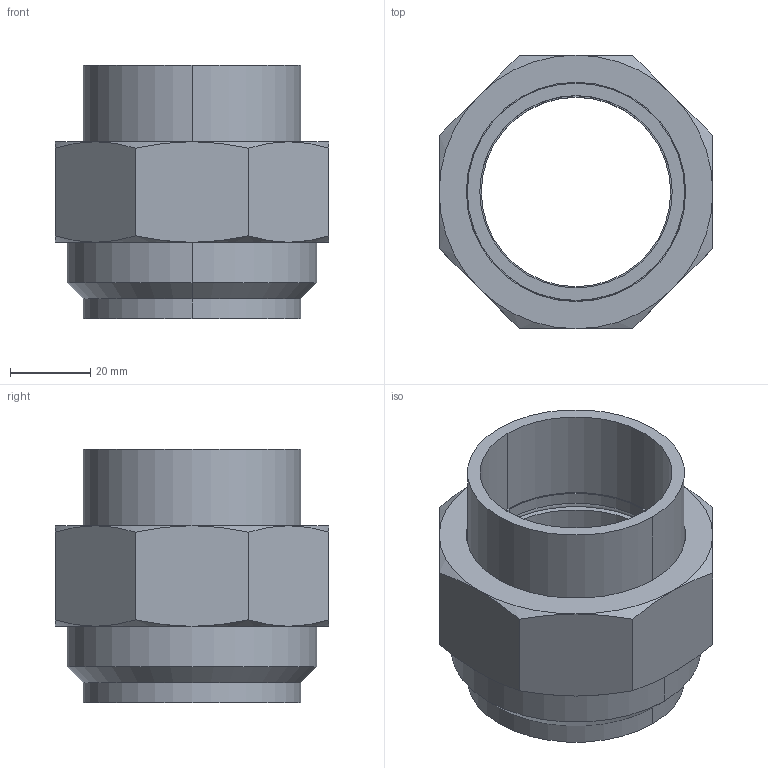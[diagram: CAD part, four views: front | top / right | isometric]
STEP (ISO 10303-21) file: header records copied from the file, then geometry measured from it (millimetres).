
FILE_DESCRIPTION (( 'STEP AP203' ), '1' );
FILE_NAME ('11-4131-08_outokumpu.step', '2015-08-07T11:46:50', ( '' ), ( '' ), 'SwSTEP 2.0', 'SolidWorks 2008', '' );
FILE_SCHEMA (( 'CONFIG_CONTROL_DESIGN' ));
Length unit declared in the file: millimetre
Products named in the file (5): nut-13-222-115_outokumpu_nut-13-222-115_outokumpu; case-13-555-145_outokumpu_case-13-555-145_outokumpu; nipple-13-444-630_outokumpu_nipple-13-444-630_outokumpu; o-ring-11-4131-08_outokumpu_o-ring-11-4131-08_outokumpu; 11-4131-08_outokumpu
Assembly tree (4 placements, depth 2):
  11-4131-08_outokumpu
    nut-13-222-115_outokumpu_nut-13-222-115_outokumpu
    case-13-555-145_outokumpu_case-13-555-145_outokumpu
    nipple-13-444-630_outokumpu_nipple-13-444-630_outokumpu
    o-ring-11-4131-08_outokumpu_o-ring-11-4131-08_outokumpu
Bounding box: 68 x 68 x 63 mm (x, y, z)
Volume: 76805.6 mm3; surface area: 40602.2 mm2
Topology: 4 solids, 4 shells, 68 faces, 142 edges, 86 vertices
Faces by surface type: cylinder 24, cone 20, plane 20, torus 4
Entity records: 2495 total; most frequent: CARTESIAN_POINT 511, DIRECTION 334, ORIENTED_EDGE 284, AXIS2_PLACEMENT_3D 149, EDGE_CURVE 142, VERTEX_POINT 86, EDGE_LOOP 80, CIRCLE 74
